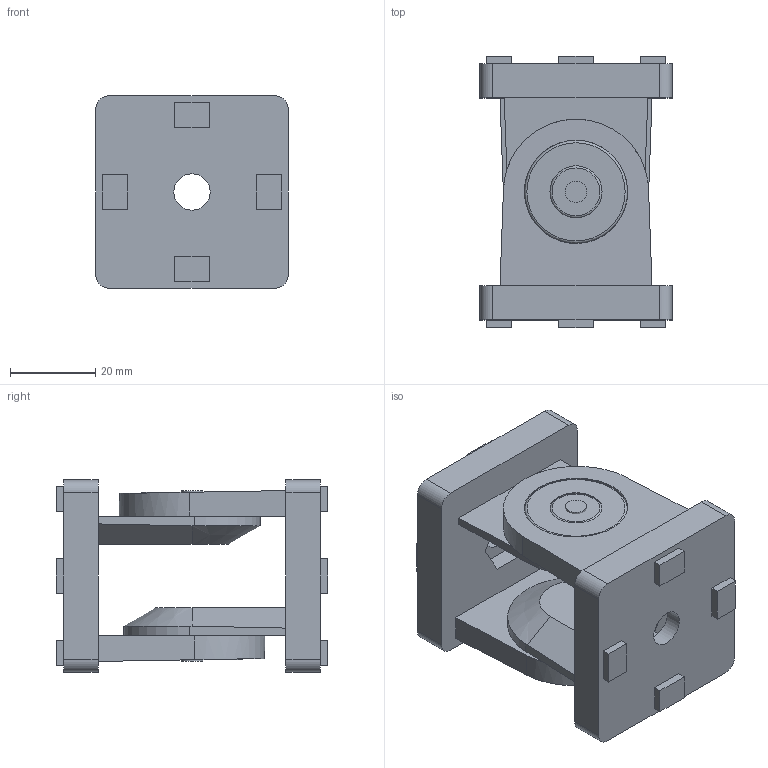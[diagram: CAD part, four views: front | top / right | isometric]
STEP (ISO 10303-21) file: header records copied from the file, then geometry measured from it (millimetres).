
FILE_DESCRIPTION( ( 'STEP AP214' ), '1' );
FILE_NAME( 'K1051.10454508.stp', '2020-12-10T09:29:04', ( '' ), ( '' ), ' ', 'PARTsolutions', ' ' );
FILE_SCHEMA( ( 'AUTOMOTIVE_DESIGN { 1 0 10303 214 1 1 1 1 }' ) );
Length unit declared in the file: millimetre
Products named in the file (2): K1051.10454508; _K1051_gelenk84
Assembly tree (2 placements, depth 2):
  K1051.10454508
    _K1051_gelenk84  x2
Bounding box: 45 x 63.6 x 45 mm (x, y, z)
Volume: 57025.2 mm3; surface area: 23016.1 mm2
Topology: 2 solids, 2 shells, 140 faces, 334 edges, 224 vertices
Faces by surface type: plane 110, cylinder 24, torus 4, cone 2
Full cylindrical faces by diameter (mm): 5 x4, 8.5 x2, 12.2 x2, 24 x2, 24.2 x2
Entity records: 2550 total; most frequent: CARTESIAN_POINT 342, DIRECTION 326, ORIENTED_EDGE 310, EDGE_CURVE 155, LINE 126, VECTOR 126, VERTEX_POINT 108, AXIS2_PLACEMENT_3D 100
